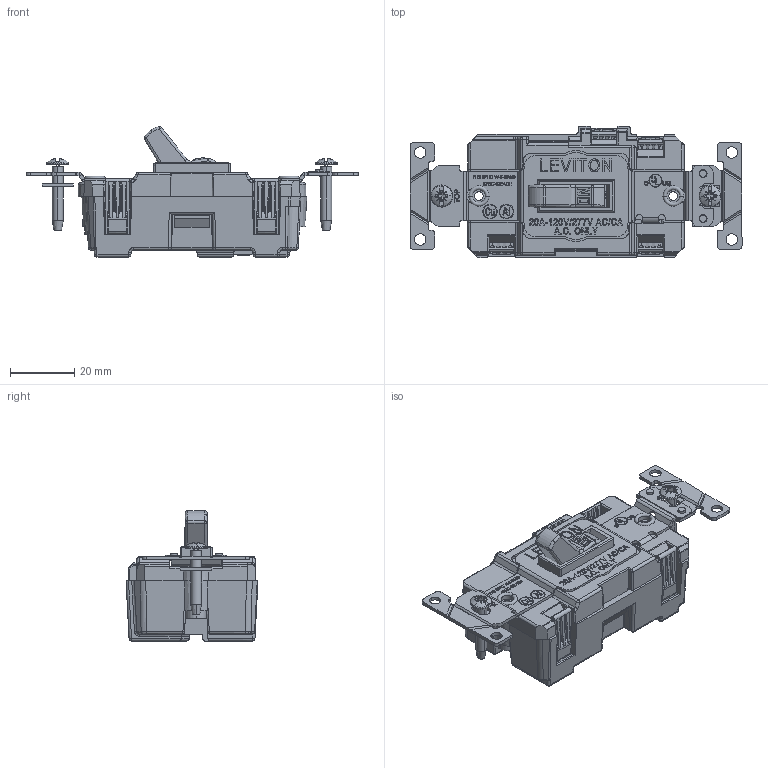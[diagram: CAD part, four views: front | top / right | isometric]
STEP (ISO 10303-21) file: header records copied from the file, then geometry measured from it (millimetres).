
FILE_DESCRIPTION (( 'STEP AP214' ), '1' );
FILE_NAME ('ORC5171-M01 Cats ECSBB1 and E1221.STEP', '2024-10-22T13:44:30', ( '' ), ( '' ), 'SwSTEP 2.0', 'SolidWorks 2024', '' );
FILE_SCHEMA (( 'AUTOMOTIVE_DESIGN' ));
Products named in the file (1): ORC5171-M01   Cats ECSBB1 and E1221
Bounding box: 103.03 x 40.95 x 40.54 mm (x, y, z)
Surface area: 21042.9 mm2 (no closed solid volume)
Topology: 0 solids, 67 shells, 2531 faces, 9987 edges, 7296 vertices
Faces by surface type: plane 1521, cylinder 469, bspline 453, sphere 38, cone 38, torus 12
Entity records: 132903 total; most frequent: CARTESIAN_POINT 57321, ORIENTED_EDGE 15481, DIRECTION 12764, EDGE_CURVE 9971, VERTEX_POINT 7296, VECTOR 7108, LINE 7108, EDGE_LOOP 2833
